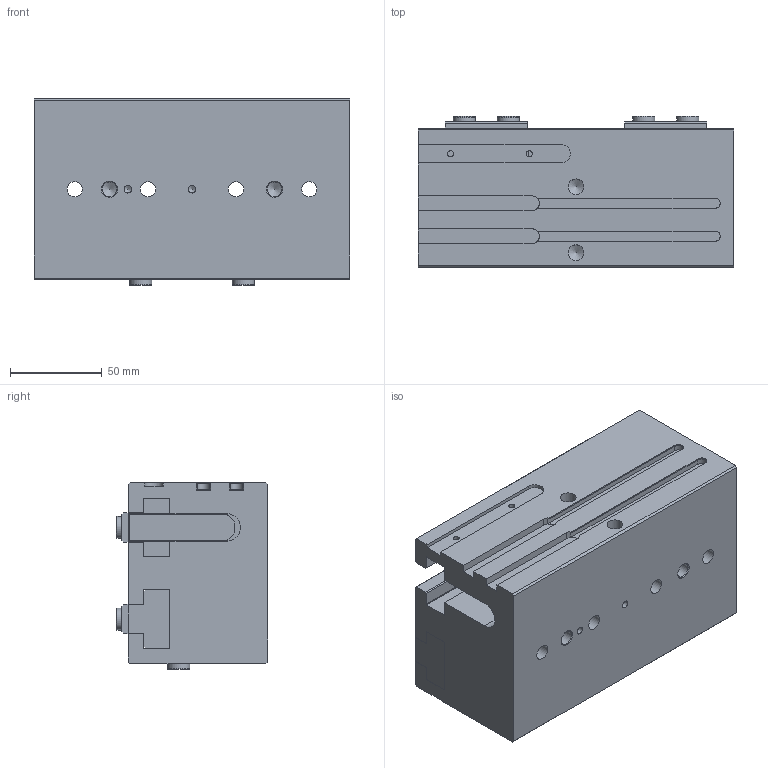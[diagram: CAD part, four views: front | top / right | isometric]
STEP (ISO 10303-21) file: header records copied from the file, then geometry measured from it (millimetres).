
FILE_DESCRIPTION(/* description */ ('STEP AP214'),/* implementation_level */ '2;1');
FILE_NAME(/* name */ 'PLG 40-60.stp',/* time_stamp */ '2023-06-19T14:58:42+02:00',/* author */ ('Tecnico 2'),/* organization */ (''),/* preprocessor_version */ 'ST-DEVELOPER v19.2',/* originating_system */ 'Autodesk Inventor 2023',/* authorisation */ '');
FILE_SCHEMA (('AUTOMOTIVE_DESIGN { 1 0 10303 214 3 1 1 }'));
Length unit declared in the file: millimetre
Products named in the file (4): PLG 40-60; Corpo_2; Griffa 40; Boccola 12_2
Assembly tree (9 placements, depth 2):
  PLG 40-60
    Corpo_2
    Griffa 40  x2
    Boccola 12_2  x6
Bounding box: 172 x 82.5 x 102 mm (x, y, z)
Volume: 1113174.8 mm3; surface area: 157928.7 mm2
Topology: 11 solids, 11 shells, 260 faces, 676 edges, 448 vertices
Faces by surface type: plane 167, cylinder 61, cone 20, torus 12
Full cylindrical faces by diameter (mm): 3.3 x2, 4.134 x2, 4.2 x2, 6.647 x6, 8 x2, 8.376 x4, 8.566 x2, 9 x6, 12 x12, 13.5 x4
Entity records: 5854 total; most frequent: DIRECTION 984, CARTESIAN_POINT 981, ORIENTED_EDGE 940, EDGE_CURVE 470, LINE 342, VECTOR 342, AXIS2_PLACEMENT_3D 321, VERTEX_POINT 318
